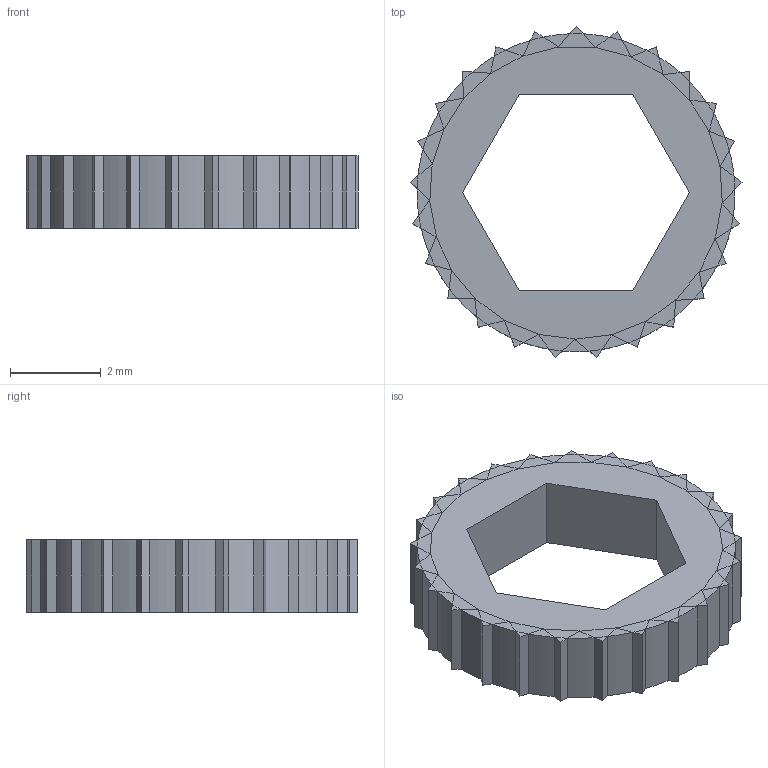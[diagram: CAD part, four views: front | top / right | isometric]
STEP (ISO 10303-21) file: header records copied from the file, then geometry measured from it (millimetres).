
FILE_DESCRIPTION(('FreeCAD Model'),'2;1');
FILE_NAME('Insert_1.step', '2020-06-16T11:04:50',('BT'),(''),'Open CASCADE STEP processor 7.4', 'FreeCAD','Unknown');
FILE_SCHEMA(('AUTOMOTIVE_DESIGN { 1 0 10303 214 1 1 1 1 }'));
Length unit declared in the file: millimetre
Products named in the file (1): PolarPattern
Bounding box: 7.31 x 7.3 x 1.6 mm (x, y, z)
Volume: 36.5 mm3; surface area: 110.8 mm2
Topology: 1 solids, 1 shells, 284 faces, 646 edges, 364 vertices
Faces by surface type: plane 258, cylinder 26
Entity records: 7658 total; most frequent: DIRECTION 1318, CARTESIAN_POINT 1295, ORIENTED_EDGE 1292, EDGE_CURVE 646, LINE 544, VECTOR 544, AXIS2_PLACEMENT_3D 387, VERTEX_POINT 364
